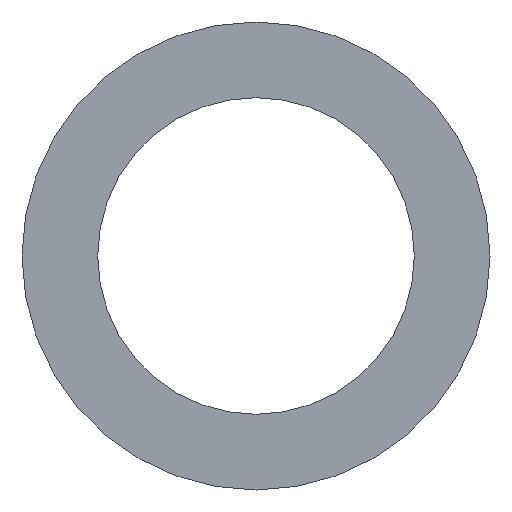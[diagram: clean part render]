
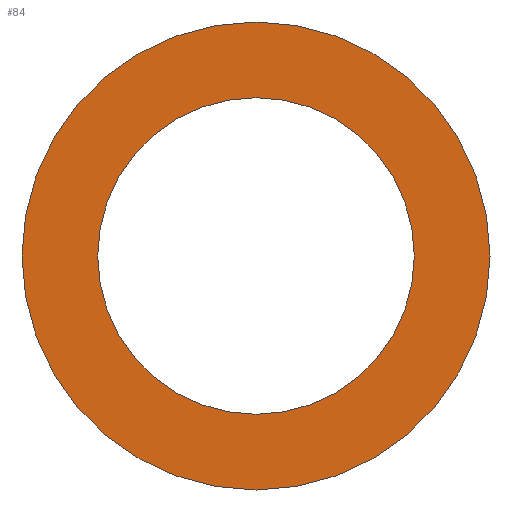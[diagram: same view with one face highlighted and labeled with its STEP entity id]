
A CAD part, left-side view. The second image highlights one B-rep face of the part: STEP entity #84.
In plain terms, the highlighted planar face has unit normal (-1, 0, 0).
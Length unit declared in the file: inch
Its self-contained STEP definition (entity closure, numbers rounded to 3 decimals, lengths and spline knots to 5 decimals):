
#16=FACE_BOUND('',#28,.T.);
#18=PLANE('',#116);
#22=FACE_OUTER_BOUND('',#27,.T.);
#27=EDGE_LOOP('',(#75,#76));
#28=EDGE_LOOP('',(#77,#78));
#35=CIRCLE('',#108,1.0625);
#36=CIRCLE('',#109,1.0625);
#39=CIRCLE('',#114,0.71875);
#40=CIRCLE('',#115,0.71875);
#43=VERTEX_POINT('',#151);
#44=VERTEX_POINT('',#153);
#47=VERTEX_POINT('',#162);
#48=VERTEX_POINT('',#164);
#52=EDGE_CURVE('',#43,#44,#35,.T.);
#53=EDGE_CURVE('',#44,#43,#36,.T.);
#57=EDGE_CURVE('',#48,#47,#39,.T.);
#58=EDGE_CURVE('',#47,#48,#40,.T.);
#75=ORIENTED_EDGE('',*,*,#53,.F.);
#76=ORIENTED_EDGE('',*,*,#52,.F.);
#77=ORIENTED_EDGE('',*,*,#57,.T.);
#78=ORIENTED_EDGE('',*,*,#58,.T.);
#84=ADVANCED_FACE('',(#22,#16),#18,.T.);
#108=AXIS2_PLACEMENT_3D('',#154,#126,#127);
#109=AXIS2_PLACEMENT_3D('',#155,#128,#129);
#114=AXIS2_PLACEMENT_3D('',#165,#139,#140);
#115=AXIS2_PLACEMENT_3D('',#166,#141,#142);
#116=AXIS2_PLACEMENT_3D('',#167,#143,#144);
#126=DIRECTION('center_axis',(1.,0.,0.));
#127=DIRECTION('ref_axis',(0.,1.,0.));
#128=DIRECTION('center_axis',(1.,0.,0.));
#129=DIRECTION('ref_axis',(0.,1.,0.));
#139=DIRECTION('center_axis',(1.,0.,0.));
#140=DIRECTION('ref_axis',(0.,1.,0.));
#141=DIRECTION('center_axis',(1.,0.,0.));
#142=DIRECTION('ref_axis',(0.,1.,0.));
#143=DIRECTION('center_axis',(-1.,0.,0.));
#144=DIRECTION('ref_axis',(0.,0.,1.));
#151=CARTESIAN_POINT('',(-0.125,-1.0625,0.));
#153=CARTESIAN_POINT('',(-0.125,1.0625,0.));
#154=CARTESIAN_POINT('Origin',(-0.125,0.,0.));
#155=CARTESIAN_POINT('Origin',(-0.125,0.,0.));
#162=CARTESIAN_POINT('',(-0.125,-0.71875,0.));
#164=CARTESIAN_POINT('',(-0.125,0.71875,0.));
#165=CARTESIAN_POINT('Origin',(-0.125,0.,0.));
#166=CARTESIAN_POINT('Origin',(-0.125,0.,0.));
#167=CARTESIAN_POINT('Origin',(-0.125,0.89063,0.));
